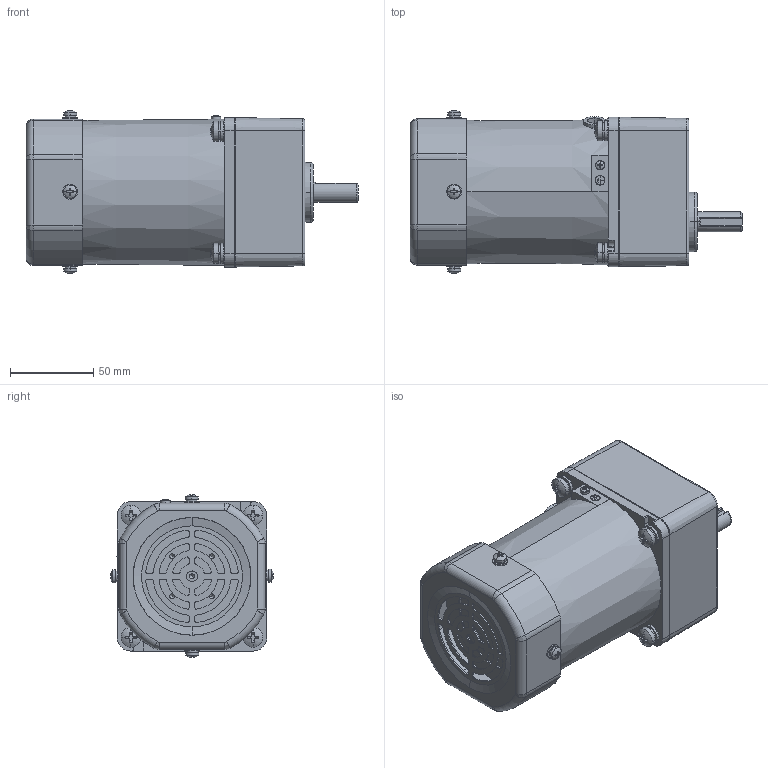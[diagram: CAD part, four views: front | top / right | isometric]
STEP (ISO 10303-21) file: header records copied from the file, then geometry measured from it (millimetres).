
FILE_DESCRIPTION (( 'STEP AP203' ), '1' );
FILE_NAME ('5IK40GN-CF(5GN3K-18K).STEP', '2020-04-09T02:11:43', ( 'Windows 蚚誧' ), ( '' ), 'SwSTEP 2.0', 'SolidWorks 2019', '' );
FILE_SCHEMA (( 'CONFIG_CONTROL_DESIGN' ));
Length unit declared in the file: millimetre
Products named in the file (5): 5IK40A-C 5GN3K‵18K.stp; M3; 5IK40GN-C(5GN3K-18K); 90FZ; 5IK40GN-CF(5GN3K-18K)
Assembly tree (4 placements, depth 3):
  5IK40GN-CF(5GN3K-18K)
    5IK40GN-C(5GN3K-18K)
      5IK40A-C 5GN3K‵18K.stp
      M3
    90FZ
Bounding box: 200 x 98.11 x 98.11 mm (x, y, z)
Volume: 988671.5 mm3; surface area: 131882.9 mm2
Topology: 46 solids, 46 shells, 1282 faces, 3259 edges, 2097 vertices
Faces by surface type: cylinder 533, plane 486, cone 128, sphere 62, torus 55, bspline 18
Entity records: 40298 total; most frequent: CARTESIAN_POINT 7694, DIRECTION 7313, ORIENTED_EDGE 6466, EDGE_CURVE 3233, AXIS2_PLACEMENT_3D 2968, VERTEX_POINT 2097, CIRCLE 1696, EDGE_LOOP 1410
